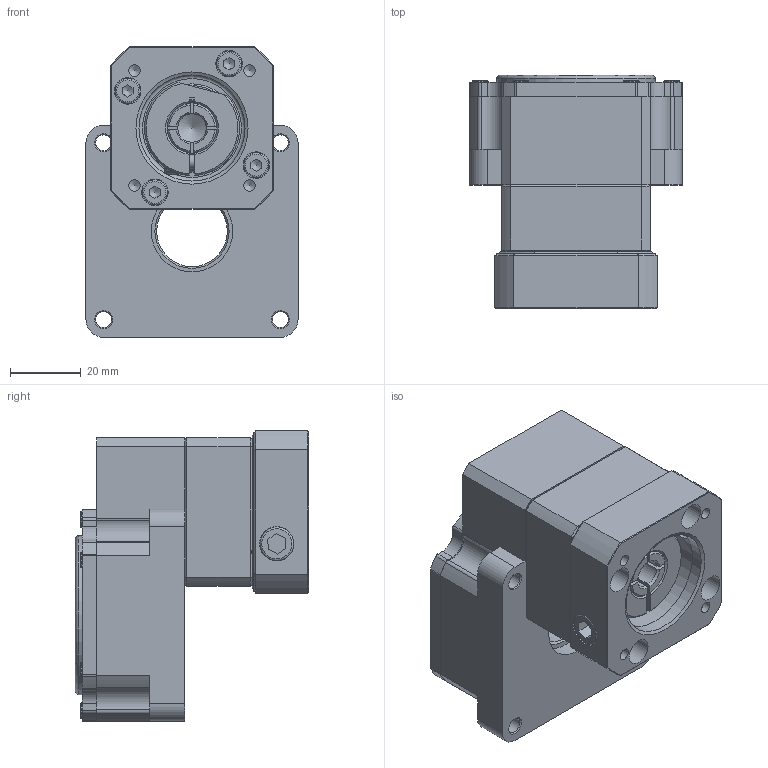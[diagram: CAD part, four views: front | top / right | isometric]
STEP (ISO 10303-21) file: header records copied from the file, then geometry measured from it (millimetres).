
FILE_DESCRIPTION((''),'2;1');
FILE_NAME('KGT-60B-1(new).stp','2016-10-17T12:01:37',('Young'),(''),'Autodesk Inventor 2012','Autodesk Inventor 2012','');
FILE_SCHEMA(('AUTOMOTIVE_DESIGN { 1 0 10303 214 1 1 1 1 }'));
Length unit declared in the file: millimetre
Products named in the file (6): 조립품2; KGT-60B-1; 44-BK(KP13)new; KGT-60B-input; 44-set collar; BS 4168 : 부품 1 6각 소켓 머리 캡 나사 - 미터 M4 x 12
Assembly tree (8 placements, depth 2):
  조립품2
    KGT-60B-1
    44-BK(KP13)new
    KGT-60B-input
    44-set collar
    BS 4168 : 부품 1 6각 소켓 머리 캡 나사 - 미터 M4 x 12  x4
Bounding box: 60 x 66 x 82.2 mm (x, y, z)
Volume: 128662.1 mm3; surface area: 64080.9 mm2
Topology: 27 solids, 27 shells, 768 faces, 1798 edges, 1127 vertices
Faces by surface type: plane 381, cylinder 207, cone 154, torus 26
Full cylindrical faces by diameter (mm): 2.05 x8, 2.5 x14, 3 x12, 3.242 x1, 3.3 x18, 4 x5, 4.5 x17, 5 x10, 5.5 x4, 5.8 x4, 7 x5, 7.5 x4, 8 x1, 8.2 x1, 9.5 x2, 10.7 x1, 11.2 x1, 12 x2, 14.2 x1, 14.8 x1, 15 x1, 19 x1, 20 x2, 23 x2, 25 x2, 25.922 x2, 30 x4, 31.5 x1, 32 x1, 34 x1
Entity records: 19153 total; most frequent: DIRECTION 3431, CARTESIAN_POINT 3358, ORIENTED_EDGE 2714, AXIS2_PLACEMENT_3D 1397, EDGE_CURVE 1357, EDGE_LOOP 1092, VERTEX_POINT 981, FACE_OUTER_BOUND 723
